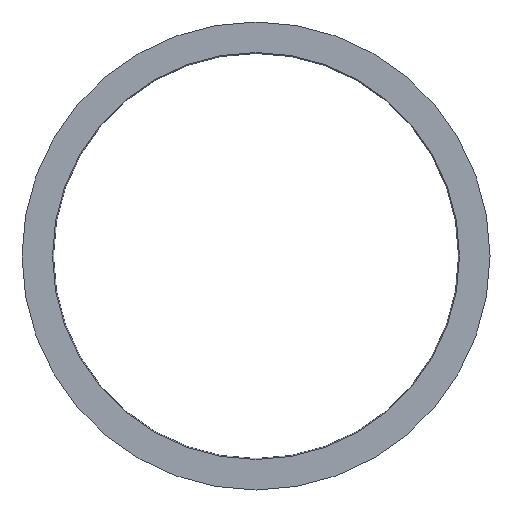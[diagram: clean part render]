
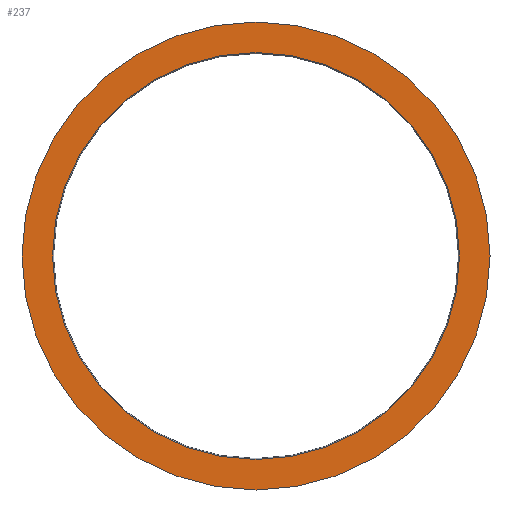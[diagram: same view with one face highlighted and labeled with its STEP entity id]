
A CAD part, front view. The second image highlights one B-rep face of the part: STEP entity #237.
In plain terms, the highlighted planar face has unit normal (0, -1, 0).
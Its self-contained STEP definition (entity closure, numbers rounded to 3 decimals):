
#50=CARTESIAN_POINT('',(0.,0.,0.));
#51=DIRECTION('',(0.,-1.,0.));
#52=DIRECTION('',(0.,0.,-1.));
#53=AXIS2_PLACEMENT_3D('',#50,#51,#52);
#55=CARTESIAN_POINT('',(0.,0.,0.));
#56=DIRECTION('',(0.,-1.,0.));
#57=DIRECTION('',(0.,0.,1.));
#58=AXIS2_PLACEMENT_3D('',#55,#56,#57);
#60=CARTESIAN_POINT('',(0.,0.,0.));
#61=DIRECTION('',(0.,1.,0.));
#62=DIRECTION('',(0.,0.,-1.));
#63=AXIS2_PLACEMENT_3D('',#60,#61,#62);
#65=CARTESIAN_POINT('',(0.,0.,0.));
#66=DIRECTION('',(0.,1.,0.));
#67=DIRECTION('',(0.,0.,1.));
#68=AXIS2_PLACEMENT_3D('',#65,#66,#67);
#121=CARTESIAN_POINT('',(0.,0.,-20.));
#122=VERTEX_POINT('',#121);
#123=CARTESIAN_POINT('',(0.,0.,20.));
#124=VERTEX_POINT('',#123);
#125=CARTESIAN_POINT('',(0.,0.,23.));
#127=VERTEX_POINT('',#125);
#129=CARTESIAN_POINT('',(0.,0.,-23.));
#131=VERTEX_POINT('',#129);
#222=CARTESIAN_POINT('',(23.,0.,0.));
#223=DIRECTION('',(0.,1.,0.));
#224=DIRECTION('',(0.,0.,1.));
#225=AXIS2_PLACEMENT_3D('',#222,#223,#224);
#226=PLANE('',#225);
#227=ORIENTED_EDGE('',*,*,#209,.F.);
#228=ORIENTED_EDGE('',*,*,#188,.F.);
#229=EDGE_LOOP('',(#227,#228));
#230=FACE_OUTER_BOUND('',#229,.F.);
#232=ORIENTED_EDGE('',*,*,#231,.F.);
#234=ORIENTED_EDGE('',*,*,#233,.F.);
#235=EDGE_LOOP('',(#232,#234));
#236=FACE_BOUND('',#235,.F.);
#237=ADVANCED_FACE('',(#230,#236),#226,.F.);
#54=CIRCLE('',#53,23.);
#59=CIRCLE('',#58,23.);
#64=CIRCLE('',#63,20.);
#69=CIRCLE('',#68,20.);
#188=EDGE_CURVE('',#127,#131,#59,.T.);
#209=EDGE_CURVE('',#131,#127,#54,.T.);
#231=EDGE_CURVE('',#122,#124,#64,.T.);
#233=EDGE_CURVE('',#124,#122,#69,.T.);
